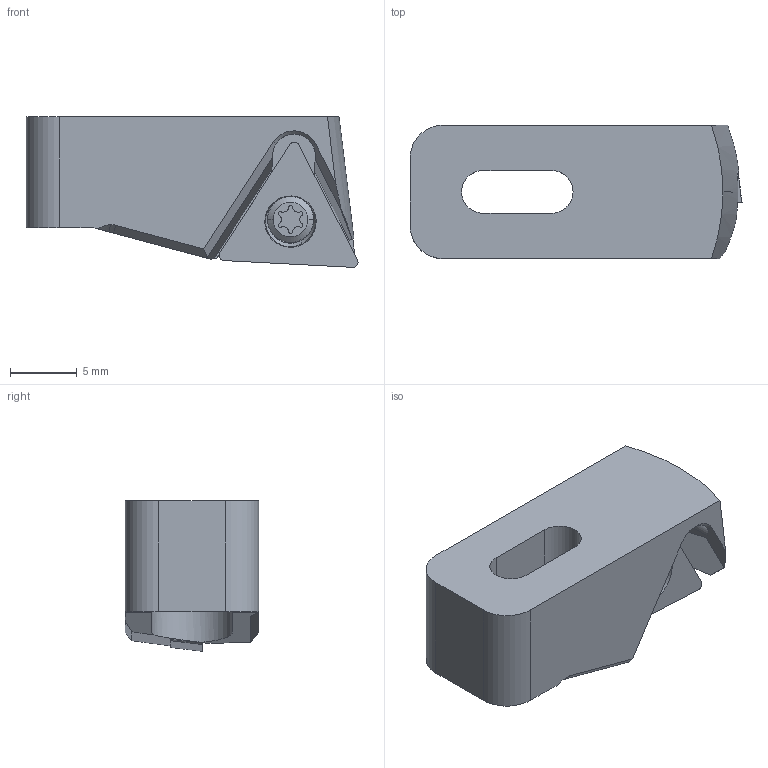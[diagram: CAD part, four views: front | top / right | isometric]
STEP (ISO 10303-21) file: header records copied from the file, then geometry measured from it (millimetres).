
FILE_DESCRIPTION(('no description'),'unknown implementation level');
FILE_NAME('F2F81E43-FD5B-4828-87C7-7D1D219A40FF_export.stp',' ',('CIMSOURCE GmbH'),('CADClick - KiM GmbH - www.kimweb.de'),'unknown preprocess','ACIS','unknown authorization');
FILE_SCHEMA(('automotive_design'));
Length unit declared in the file: millimetre
Products named in the file (3): 627.131 Kaiser WPH EWB 32 UP|694.122 Kaiser ETL M2.5x6.5 T7 IP 10S_309.301;Kreismuster1; 627.131 Kaiser WPH EWB 32 UP|655.383 Kaiser TCGT 110204 K10C;Kombinieren1; 627.131 Kaiser WPH EWB 32 UP|627.131 Kaiser WPH EWB 32 UP;Verrundung5
Bounding box: 24.86 x 10 x 11.28 mm (x, y, z)
Volume: 1687.9 mm3; surface area: 1543.8 mm2
Topology: 3 solids, 3 shells, 108 faces, 282 edges, 181 vertices
Faces by surface type: plane 44, cylinder 39, cone 20, torus 4, bspline 1
Entity records: 7224 total; most frequent: CARTESIAN_POINT 1209, DIRECTION 618, STYLED_ITEM 574, PRESENTATION_STYLE_ASSIGNMENT 574, COLOUR_RGB 574, ORIENTED_EDGE 564, EDGE_CURVE 282, CURVE_STYLE 282
